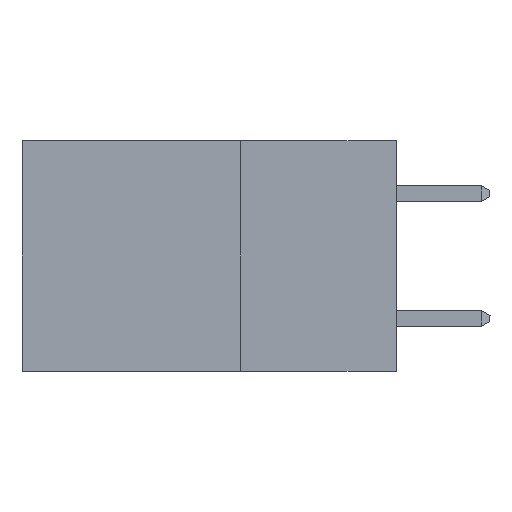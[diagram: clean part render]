
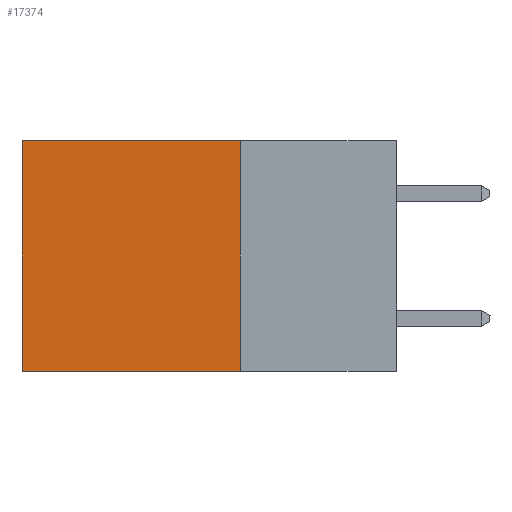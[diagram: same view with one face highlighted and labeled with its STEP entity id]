
A CAD part, left-side view. The second image highlights one B-rep face of the part: STEP entity #17374.
In plain terms, the highlighted planar face has unit normal (-1, 0, 0).
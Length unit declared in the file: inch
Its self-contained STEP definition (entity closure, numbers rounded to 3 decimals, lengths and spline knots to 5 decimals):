
#1458 = EDGE_LOOP ( 'NONE', ( #22699, #6928, #15320, #16925 ) ) ;
#2295 = VERTEX_POINT ( 'NONE', #26879 ) ;
#3515 = VERTEX_POINT ( 'NONE', #19624 ) ;
#3799 = CARTESIAN_POINT ( 'NONE',  ( 0.298, 0.6, 0. ) ) ;
#4188 = CARTESIAN_POINT ( 'NONE',  ( 0.298, 0.25, 0. ) ) ;
#5242 = CARTESIAN_POINT ( 'NONE',  ( 0.298, 0.25, 0. ) ) ;
#6678 = VERTEX_POINT ( 'NONE', #10579 ) ;
#6928 = ORIENTED_EDGE ( 'NONE', *, *, #15498, .F. ) ;
#6974 = PLANE ( 'NONE',  #23864 ) ;
#7917 = FACE_OUTER_BOUND ( 'NONE', #1458, .T. ) ;
#8571 = CARTESIAN_POINT ( 'NONE',  ( 0.298, 0.25, -0.37 ) ) ;
#8583 = VECTOR ( 'NONE', #21610, 39.37008 ) ;
#9607 = VECTOR ( 'NONE', #25927, 39.37008 ) ;
#10579 = CARTESIAN_POINT ( 'NONE',  ( 0.298, 0.6, 0. ) ) ;
#15320 = ORIENTED_EDGE ( 'NONE', *, *, #29365, .F. ) ;
#15498 = EDGE_CURVE ( 'NONE', #16956, #2295, #17514, .T. ) ;
#16925 = ORIENTED_EDGE ( 'NONE', *, *, #17901, .T. ) ;
#16956 = VERTEX_POINT ( 'NONE', #8571 ) ;
#17290 = DIRECTION ( 'NONE',  ( 0., 0., -1. ) ) ;
#17374 = ADVANCED_FACE ( 'NONE', ( #7917 ), #6974, .F. ) ;
#17472 = VECTOR ( 'NONE', #29049, 39.37008 ) ;
#17514 = LINE ( 'NONE', #20212, #9607 ) ;
#17901 = EDGE_CURVE ( 'NONE', #3515, #6678, #26394, .T. ) ;
#17902 = DIRECTION ( 'NONE',  ( 0., 1., 0. ) ) ;
#19624 = CARTESIAN_POINT ( 'NONE',  ( 0.298, 0.25, 0. ) ) ;
#20212 = CARTESIAN_POINT ( 'NONE',  ( 0.298, 0.25, -0.37 ) ) ;
#21610 = DIRECTION ( 'NONE',  ( 0., 0., -1. ) ) ;
#22452 = EDGE_CURVE ( 'NONE', #6678, #2295, #29448, .T. ) ;
#22699 = ORIENTED_EDGE ( 'NONE', *, *, #22452, .T. ) ;
#22838 = VECTOR ( 'NONE', #17902, 39.37008 ) ;
#23864 = AXIS2_PLACEMENT_3D ( 'NONE', #29948, #29844, #17290 ) ;
#25927 = DIRECTION ( 'NONE',  ( 0., 1., 0. ) ) ;
#26394 = LINE ( 'NONE', #5242, #22838 ) ;
#26879 = CARTESIAN_POINT ( 'NONE',  ( 0.298, 0.6, -0.37 ) ) ;
#29049 = DIRECTION ( 'NONE',  ( 0., 0., -1. ) ) ;
#29365 = EDGE_CURVE ( 'NONE', #3515, #16956, #31243, .T. ) ;
#29448 = LINE ( 'NONE', #3799, #8583 ) ;
#29844 = DIRECTION ( 'NONE',  ( 1., 0., 0. ) ) ;
#29948 = CARTESIAN_POINT ( 'NONE',  ( 0.298, 0.25, 0. ) ) ;
#31243 = LINE ( 'NONE', #4188, #17472 ) ;
